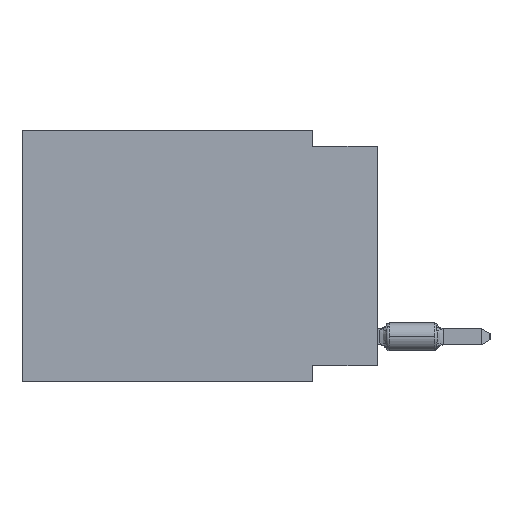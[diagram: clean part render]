
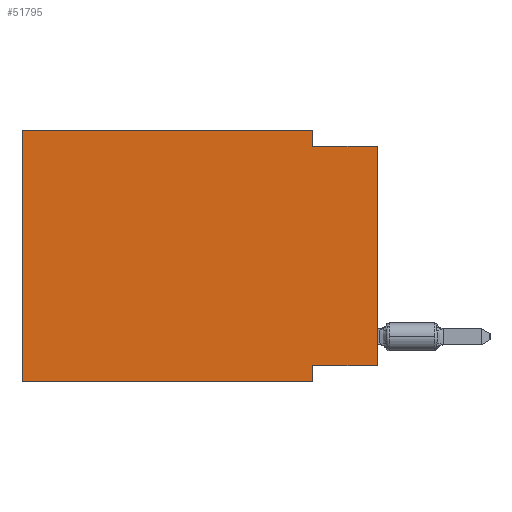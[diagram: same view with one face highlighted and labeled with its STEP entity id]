
A CAD part, left-side view. The second image highlights one B-rep face of the part: STEP entity #51795.
In plain terms, the highlighted planar face has unit normal (-1, 0, 0).
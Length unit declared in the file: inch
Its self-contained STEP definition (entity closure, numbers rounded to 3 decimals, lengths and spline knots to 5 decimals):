
#1621 = EDGE_CURVE ( 'NONE', #70337, #19200, #4709, .T. ) ;
#3528 = DIRECTION ( 'NONE',  ( 1., 0., 0. ) ) ;
#3893 = CARTESIAN_POINT ( 'NONE',  ( 0., 0.55, 0. ) ) ;
#4709 = LINE ( 'NONE', #29712, #22275 ) ;
#6182 = VERTEX_POINT ( 'NONE', #28716 ) ;
#6382 = LINE ( 'NONE', #47971, #70207 ) ;
#7435 = EDGE_CURVE ( 'NONE', #19200, #52871, #72579, .T. ) ;
#8440 = EDGE_LOOP ( 'NONE', ( #80222, #78580, #59998, #75266, #51718, #68160, #50788, #40999 ) ) ;
#8879 = PLANE ( 'NONE',  #76409 ) ;
#13906 = VECTOR ( 'NONE', #40491, 39.37008 ) ;
#15031 = LINE ( 'NONE', #39647, #43539 ) ;
#15647 = CARTESIAN_POINT ( 'NONE',  ( 0., 0., -0.025 ) ) ;
#15815 = CARTESIAN_POINT ( 'NONE',  ( 0., 0., 0. ) ) ;
#15969 = EDGE_CURVE ( 'NONE', #6182, #39549, #15031, .T. ) ;
#16320 = CARTESIAN_POINT ( 'NONE',  ( 0., 0.55, 0. ) ) ;
#19200 = VERTEX_POINT ( 'NONE', #35499 ) ;
#20674 = CARTESIAN_POINT ( 'NONE',  ( 0., 0.55, 0. ) ) ;
#22044 = CARTESIAN_POINT ( 'NONE',  ( 0., 0.1, -0.39 ) ) ;
#22275 = VECTOR ( 'NONE', #30524, 39.37008 ) ;
#25522 = CARTESIAN_POINT ( 'NONE',  ( 0., 0.55, -0.39 ) ) ;
#26032 = VERTEX_POINT ( 'NONE', #3893 ) ;
#26963 = CARTESIAN_POINT ( 'NONE',  ( 0., 0.1, 0. ) ) ;
#28022 = LINE ( 'NONE', #20674, #39995 ) ;
#28534 = CARTESIAN_POINT ( 'NONE',  ( 0., 0.55, 0. ) ) ;
#28716 = CARTESIAN_POINT ( 'NONE',  ( 0., 0.1, -0.025 ) ) ;
#29009 = DIRECTION ( 'NONE',  ( 0., 0., 1. ) ) ;
#29712 = CARTESIAN_POINT ( 'NONE',  ( 0., 0., -0.365 ) ) ;
#29922 = LINE ( 'NONE', #43492, #42142 ) ;
#30524 = DIRECTION ( 'NONE',  ( 0., 1., 0. ) ) ;
#33104 = CARTESIAN_POINT ( 'NONE',  ( 0., 0.1, -0.39 ) ) ;
#35193 = VERTEX_POINT ( 'NONE', #26963 ) ;
#35499 = CARTESIAN_POINT ( 'NONE',  ( 0., 0.1, -0.365 ) ) ;
#37325 = DIRECTION ( 'NONE',  ( 0., 0., -1. ) ) ;
#39549 = VERTEX_POINT ( 'NONE', #15647 ) ;
#39647 = CARTESIAN_POINT ( 'NONE',  ( 0., 0., -0.025 ) ) ;
#39995 = VECTOR ( 'NONE', #77805, 39.37008 ) ;
#40120 = EDGE_CURVE ( 'NONE', #64230, #52871, #6382, .T. ) ;
#40491 = DIRECTION ( 'NONE',  ( 0., 0., -1. ) ) ;
#40861 = FACE_OUTER_BOUND ( 'NONE', #8440, .T. ) ;
#40999 = ORIENTED_EDGE ( 'NONE', *, *, #1621, .F. ) ;
#42142 = VECTOR ( 'NONE', #37325, 39.37008 ) ;
#43315 = DIRECTION ( 'NONE',  ( 0., -1., 0. ) ) ;
#43492 = CARTESIAN_POINT ( 'NONE',  ( 0., 0.1, 0. ) ) ;
#43539 = VECTOR ( 'NONE', #64360, 39.37008 ) ;
#44005 = VECTOR ( 'NONE', #71704, 39.37008 ) ;
#47436 = DIRECTION ( 'NONE',  ( 0., 0., -1. ) ) ;
#47971 = CARTESIAN_POINT ( 'NONE',  ( 0., 0.55, -0.39 ) ) ;
#50788 = ORIENTED_EDGE ( 'NONE', *, *, #7435, .F. ) ;
#51718 = ORIENTED_EDGE ( 'NONE', *, *, #54458, .F. ) ;
#51795 = ADVANCED_FACE ( 'NONE', ( #40861 ), #8879, .F. ) ;
#52871 = VERTEX_POINT ( 'NONE', #33104 ) ;
#54458 = EDGE_CURVE ( 'NONE', #64230, #26032, #72619, .T. ) ;
#58634 = EDGE_CURVE ( 'NONE', #35193, #6182, #29922, .T. ) ;
#59787 = LINE ( 'NONE', #15815, #44005 ) ;
#59998 = ORIENTED_EDGE ( 'NONE', *, *, #58634, .F. ) ;
#64230 = VERTEX_POINT ( 'NONE', #25522 ) ;
#64360 = DIRECTION ( 'NONE',  ( 0., -1., 0. ) ) ;
#65521 = VECTOR ( 'NONE', #29009, 39.37008 ) ;
#68160 = ORIENTED_EDGE ( 'NONE', *, *, #40120, .T. ) ;
#70207 = VECTOR ( 'NONE', #43315, 39.37008 ) ;
#70337 = VERTEX_POINT ( 'NONE', #74215 ) ;
#70538 = EDGE_CURVE ( 'NONE', #70337, #39549, #59787, .T. ) ;
#71704 = DIRECTION ( 'NONE',  ( 0., 0., 1. ) ) ;
#72189 = EDGE_CURVE ( 'NONE', #26032, #35193, #28022, .T. ) ;
#72579 = LINE ( 'NONE', #22044, #13906 ) ;
#72619 = LINE ( 'NONE', #16320, #65521 ) ;
#74215 = CARTESIAN_POINT ( 'NONE',  ( 0., 0., -0.365 ) ) ;
#75266 = ORIENTED_EDGE ( 'NONE', *, *, #72189, .F. ) ;
#76409 = AXIS2_PLACEMENT_3D ( 'NONE', #28534, #3528, #47436 ) ;
#77805 = DIRECTION ( 'NONE',  ( 0., -1., 0. ) ) ;
#78580 = ORIENTED_EDGE ( 'NONE', *, *, #15969, .F. ) ;
#80222 = ORIENTED_EDGE ( 'NONE', *, *, #70538, .T. ) ;
